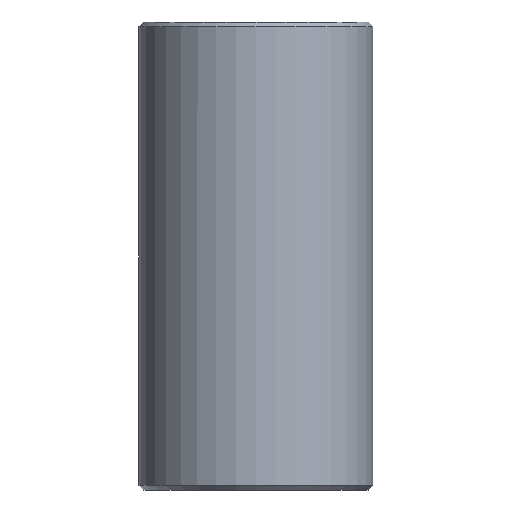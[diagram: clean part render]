
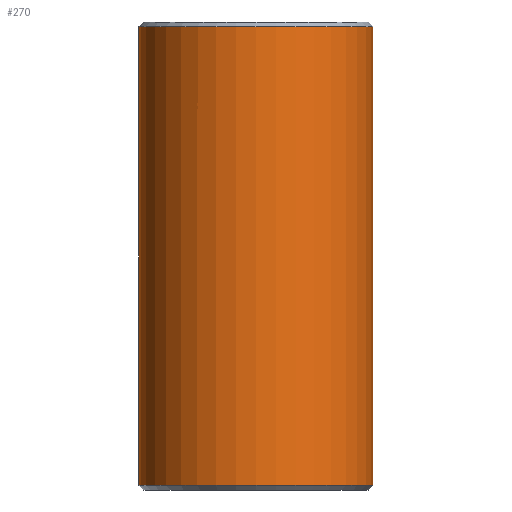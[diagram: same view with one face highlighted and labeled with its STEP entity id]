
A CAD part, front view. The second image highlights one B-rep face of the part: STEP entity #270.
In plain terms, the highlighted cylindrical face has radius 5 mm (diameter 10 mm), a partial arc.
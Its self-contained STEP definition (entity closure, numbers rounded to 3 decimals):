
#35 = CARTESIAN_POINT ( 'NONE',  ( 5., 0., 0.2 ) ) ;
#42 = DIRECTION ( 'NONE',  ( 0., 0., -1. ) ) ;
#44 = CARTESIAN_POINT ( 'NONE',  ( 0., 0., 19.8 ) ) ;
#47 = CARTESIAN_POINT ( 'NONE',  ( 5., 0., 20. ) ) ;
#60 = EDGE_CURVE ( 'NONE', #254, #395, #320, .T. ) ;
#72 = ORIENTED_EDGE ( 'NONE', *, *, #329, .T. ) ;
#99 = ORIENTED_EDGE ( 'NONE', *, *, #60, .F. ) ;
#101 = LINE ( 'NONE', #437, #416 ) ;
#114 = DIRECTION ( 'NONE',  ( 1., 0., 0. ) ) ;
#125 = DIRECTION ( 'NONE',  ( 1., 0., 0. ) ) ;
#142 = AXIS2_PLACEMENT_3D ( 'NONE', #252, #218, #284 ) ;
#149 = DIRECTION ( 'NONE',  ( 0., 0., -1. ) ) ;
#157 = DIRECTION ( 'NONE',  ( 0., 0., -1. ) ) ;
#161 = VERTEX_POINT ( 'NONE', #406 ) ;
#167 = AXIS2_PLACEMENT_3D ( 'NONE', #44, #157, #125 ) ;
#171 = CIRCLE ( 'NONE', #167, 5. ) ;
#188 = AXIS2_PLACEMENT_3D ( 'NONE', #262, #315, #114 ) ;
#203 = VECTOR ( 'NONE', #42, 1000. ) ;
#218 = DIRECTION ( 'NONE',  ( 0., 0., -1. ) ) ;
#252 = CARTESIAN_POINT ( 'NONE',  ( 0., 0., 20. ) ) ;
#254 = VERTEX_POINT ( 'NONE', #330 ) ;
#258 = VERTEX_POINT ( 'NONE', #323 ) ;
#262 = CARTESIAN_POINT ( 'NONE',  ( 0., 0., 0.2 ) ) ;
#270 = ADVANCED_FACE ( 'NONE', ( #272 ), #397, .T. ) ;
#272 = FACE_OUTER_BOUND ( 'NONE', #298, .T. ) ;
#284 = DIRECTION ( 'NONE',  ( -1., 0., 0. ) ) ;
#298 = EDGE_LOOP ( 'NONE', ( #99, #377, #403, #72 ) ) ;
#310 = EDGE_CURVE ( 'NONE', #254, #258, #171, .T. ) ;
#315 = DIRECTION ( 'NONE',  ( 0., 0., 1. ) ) ;
#320 = LINE ( 'NONE', #47, #203 ) ;
#323 = CARTESIAN_POINT ( 'NONE',  ( -5., 0., 19.8 ) ) ;
#329 = EDGE_CURVE ( 'NONE', #161, #395, #374, .T. ) ;
#330 = CARTESIAN_POINT ( 'NONE',  ( 5., 0., 19.8 ) ) ;
#341 = EDGE_CURVE ( 'NONE', #258, #161, #101, .T. ) ;
#374 = CIRCLE ( 'NONE', #188, 5. ) ;
#377 = ORIENTED_EDGE ( 'NONE', *, *, #310, .T. ) ;
#395 = VERTEX_POINT ( 'NONE', #35 ) ;
#397 = CYLINDRICAL_SURFACE ( 'NONE', #142, 5. ) ;
#403 = ORIENTED_EDGE ( 'NONE', *, *, #341, .T. ) ;
#406 = CARTESIAN_POINT ( 'NONE',  ( -5., 0., 0.2 ) ) ;
#416 = VECTOR ( 'NONE', #149, 1000. ) ;
#437 = CARTESIAN_POINT ( 'NONE',  ( -5., 0., 20. ) ) ;
